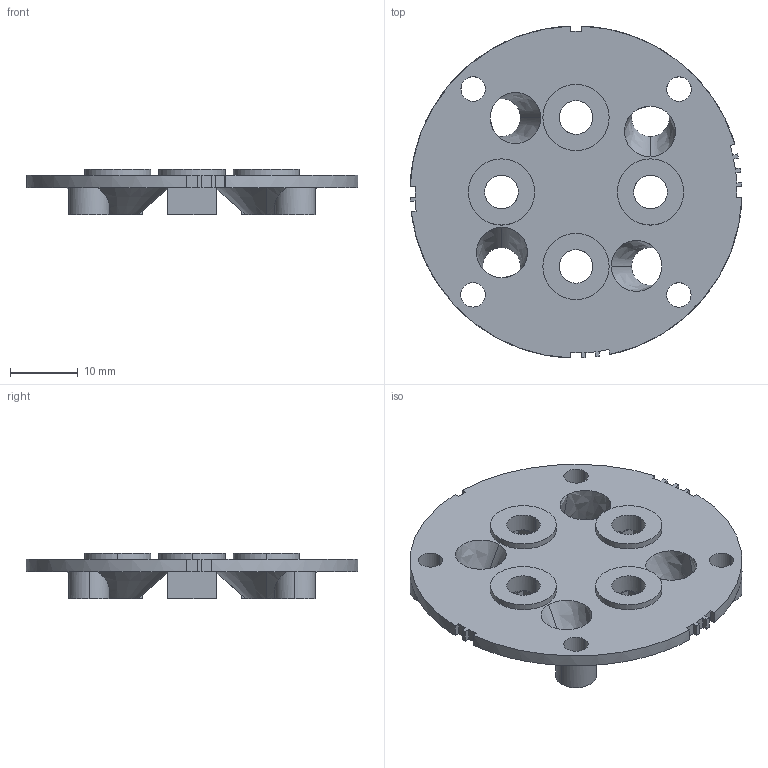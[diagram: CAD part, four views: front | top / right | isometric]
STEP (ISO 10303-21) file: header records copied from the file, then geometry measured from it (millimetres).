
FILE_DESCRIPTION (( 'STEP AP203' ), '1' );
FILE_NAME ('PIXIE_OpticalCap.STEP', '2024-04-15T19:59:08', ( '' ), ( '' ), 'SwSTEP 2.0', 'SolidWorks 2022', '' );
FILE_SCHEMA (( 'CONFIG_CONTROL_DESIGN' ));
Length unit declared in the file: millimetre
Products named in the file (1): PIXIE_OpticalCap
Bounding box: 49 x 49 x 6.65 mm (x, y, z)
Volume: 4697.2 mm3; surface area: 5753.7 mm2
Topology: 1 solids, 1 shells, 195 faces, 560 edges, 372 vertices
Faces by surface type: plane 101, cylinder 74, cone 12, bspline 8
Entity records: 7531 total; most frequent: CARTESIAN_POINT 2356, ORIENTED_EDGE 1120, DIRECTION 1000, EDGE_CURVE 560, VERTEX_POINT 372, AXIS2_PLACEMENT_3D 340, LINE 320, VECTOR 320
